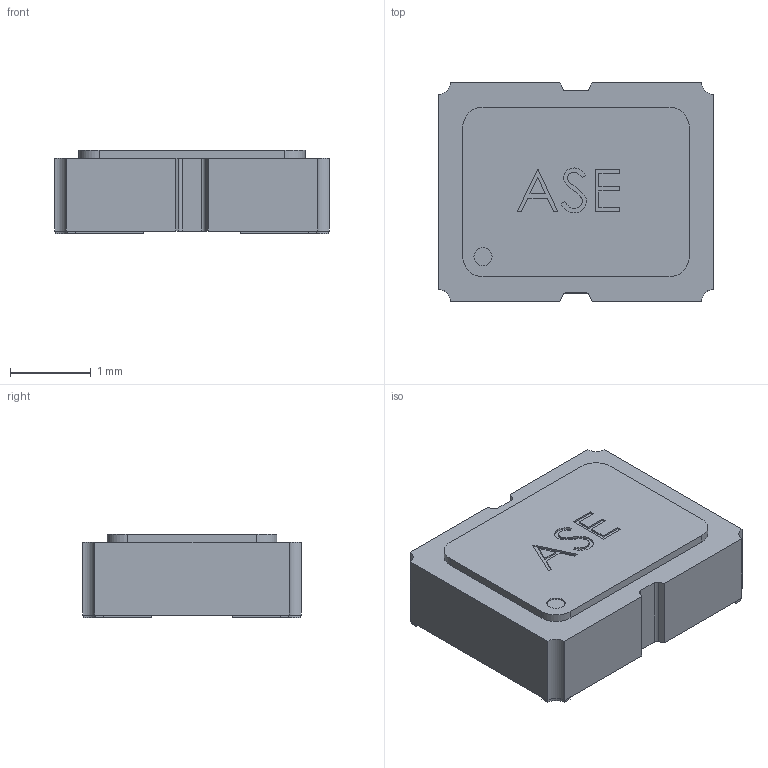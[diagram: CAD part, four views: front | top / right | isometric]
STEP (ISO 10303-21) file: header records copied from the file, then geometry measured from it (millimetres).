
FILE_DESCRIPTION (( 'STEP AP214' ), '1' );
FILE_NAME ('User Library-ABRACON_ASE.STEP', '2017-02-15T13:09:39', ( 'Windows User' ), ( '' ), 'SwSTEP 2.0', 'SolidWorks 2017', '' );
FILE_SCHEMA (( 'AUTOMOTIVE_DESIGN' ));
Length unit declared in the file: millimetre
Products named in the file (1): User Library-ABRACON_ASE
Bounding box: 3.4 x 2.7 x 1.03 mm (x, y, z)
Volume: 8.8 mm3; surface area: 30.7 mm2
Topology: 1 solids, 1 shells, 119 faces, 321 edges, 214 vertices
Faces by surface type: plane 78, cylinder 26, bspline 15
Entity records: 5633 total; most frequent: CARTESIAN_POINT 1398, ORIENTED_EDGE 642, DIRECTION 553, EDGE_CURVE 321, VECTOR 239, LINE 239, VERTEX_POINT 214, AXIS2_PLACEMENT_3D 157
